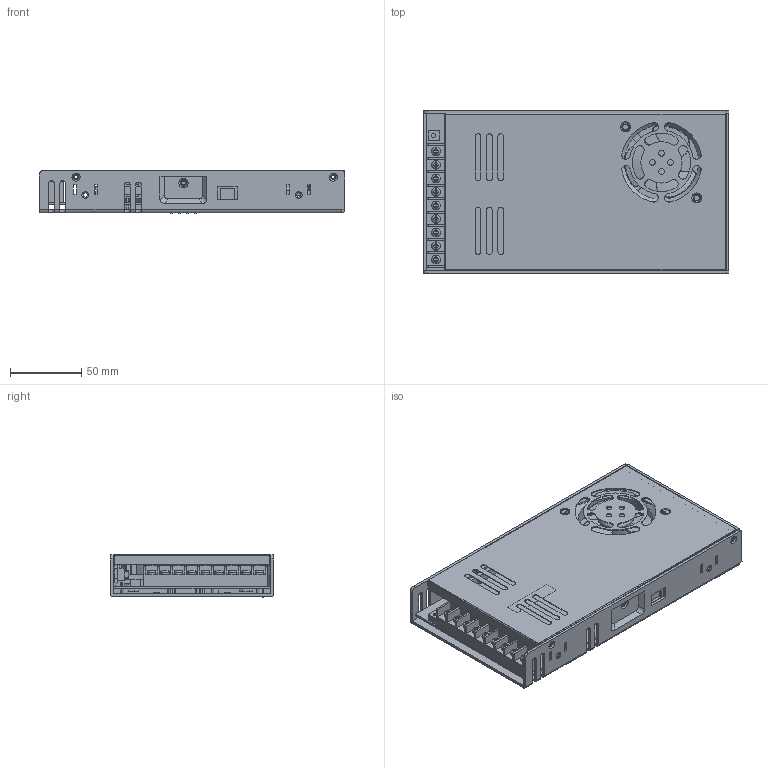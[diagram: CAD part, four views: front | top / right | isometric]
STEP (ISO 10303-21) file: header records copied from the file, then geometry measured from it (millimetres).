
FILE_DESCRIPTION((''),'2;1');
FILE_NAME('LRS-350_1_ASM_1_ASM','2024-11-26T20:28:02',('shalinice'),(''),'CREO PARAMETRIC BY PTC INC, 2017110','CREO PARAMETRIC BY PTC INC, 2017110','');
FILE_SCHEMA(('AUTOMOTIVE_DESIGN { 1 0 10303 214 1 1 1 1 }'));
Length unit declared in the file: millimetre
Products named in the file (16): 55_1; 63_1_1; 63_1; UU_3_1; FAN_4715KL40WB30_2_1; FAN_4715KL40WB30_2_1_1; FAN-ALL_ASM_1_ASM; PCB_1; A1_1_ASM_1_ASM; MOS15_5X10_1_1_1_1_1_1_1_1_1_1_; MOS_ASM_1_ASM; TOP-CASE_1; CASE_1; VR_1_1; TN_1_1_1; LRS-350_1_ASM_1_ASM
Assembly tree (21 placements, depth 4):
  LRS-350_1_ASM_1_ASM
    A1_1_ASM_1_ASM
      55_1
      63_1_1
      63_1
      UU_3_1
      FAN-ALL_ASM_1_ASM
        FAN_4715KL40WB30_2_1
        FAN_4715KL40WB30_2_1_1
      PCB_1
    MOS_ASM_1_ASM
      MOS15_5X10_1_1_1_1_1_1_1_1_1_1_  x7
    TOP-CASE_1
    CASE_1
    VR_1_1
    TN_1_1_1
Bounding box: 215 x 115 x 30.9 mm (x, y, z)
Volume: 165125.7 mm3; surface area: 208946 mm2
Topology: 17 solids, 18 shells, 1339 faces, 3607 edges, 2359 vertices
Faces by surface type: plane 723, cylinder 457, bspline 79, torus 50, cone 30
Entity records: 55148 total; most frequent: CARTESIAN_POINT 14456, ORIENTED_EDGE 6382, DIRECTION 6187, PRESENTATION_STYLE_ASSIGNMENT 3224, STYLED_ITEM 3223, CURVE_STYLE 3211, EDGE_CURVE 3211, AXIS2_PLACEMENT_3D 2139
